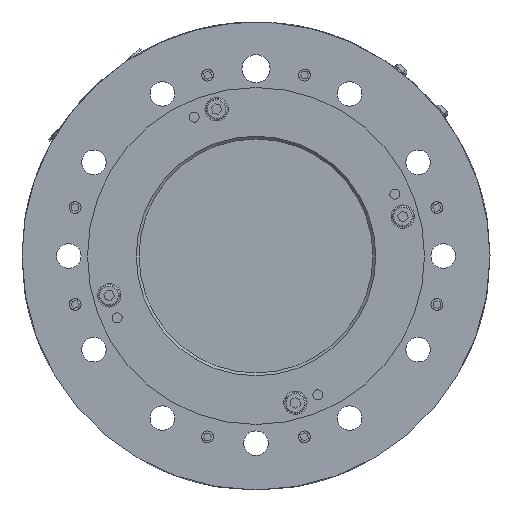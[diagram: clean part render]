
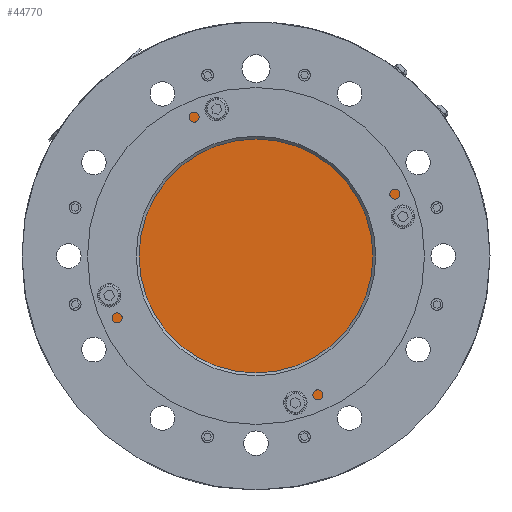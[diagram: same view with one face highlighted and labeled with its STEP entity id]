
A CAD part, front view. The second image highlights one B-rep face of the part: STEP entity #44770.
In plain terms, the highlighted planar face has unit normal (0, -1, 0).
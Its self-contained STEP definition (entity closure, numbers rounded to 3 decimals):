
#2 = EDGE_CURVE ( 'NONE', #40919, #55739, #36052, .T. ) ;
#66 = CIRCLE ( 'NONE', #16425, 2.75 ) ;
#696 = VERTEX_POINT ( 'NONE', #54554 ) ;
#1470 = FACE_BOUND ( 'NONE', #47372, .T. ) ;
#2331 = EDGE_CURVE ( 'NONE', #50016, #13651, #66, .T. ) ;
#3045 = EDGE_CURVE ( 'NONE', #56368, #696, #26345, .T. ) ;
#3451 = CARTESIAN_POINT ( 'NONE',  ( 64.16, -35.5, 19.205 ) ) ;
#3605 = ORIENTED_EDGE ( 'NONE', *, *, #19624, .T. ) ;
#4962 = EDGE_LOOP ( 'NONE', ( #49934, #46305 ) ) ;
#5022 = DIRECTION ( 'NONE',  ( 0., 1., 0. ) ) ;
#6050 = DIRECTION ( 'NONE',  ( 0., 1., 0. ) ) ;
#7318 = EDGE_CURVE ( 'NONE', #696, #56368, #7916, .T. ) ;
#7916 = CIRCLE ( 'NONE', #28668, 71.9 ) ;
#8367 = CIRCLE ( 'NONE', #58654, 2.75 ) ;
#8830 = EDGE_LOOP ( 'NONE', ( #51833, #12026 ) ) ;
#12026 = ORIENTED_EDGE ( 'NONE', *, *, #2, .T. ) ;
#12471 = AXIS2_PLACEMENT_3D ( 'NONE', #25891, #58448, #30579 ) ;
#13651 = VERTEX_POINT ( 'NONE', #56635 ) ;
#13916 = FACE_BOUND ( 'NONE', #4962, .T. ) ;
#14901 = CARTESIAN_POINT ( 'NONE',  ( -16.823, -35.5, 62.785 ) ) ;
#15781 = EDGE_CURVE ( 'NONE', #35649, #40433, #54010, .T. ) ;
#16238 = CARTESIAN_POINT ( 'NONE',  ( -15.448, -35.5, 65.167 ) ) ;
#16425 = AXIS2_PLACEMENT_3D ( 'NONE', #47037, #19101, #51721 ) ;
#16949 = CIRCLE ( 'NONE', #60178, 2.75 ) ;
#17935 = CARTESIAN_POINT ( 'NONE',  ( 35.95, -35.5, 62.267 ) ) ;
#19030 = CARTESIAN_POINT ( 'NONE',  ( 0., -35.5, 0. ) ) ;
#19101 = DIRECTION ( 'NONE',  ( 0., 1., 0. ) ) ;
#19610 = DIRECTION ( 'NONE',  ( 0.5, 0., 0.866 ) ) ;
#19624 = EDGE_CURVE ( 'NONE', #40433, #35649, #8367, .T. ) ;
#20117 = DIRECTION ( 'NONE',  ( 0., 1., 0. ) ) ;
#20462 = DIRECTION ( 'NONE',  ( 0., 1., 0. ) ) ;
#21680 = EDGE_LOOP ( 'NONE', ( #60409, #36272 ) ) ;
#22849 = EDGE_CURVE ( 'NONE', #13651, #50016, #30020, .T. ) ;
#23026 = ORIENTED_EDGE ( 'NONE', *, *, #15781, .T. ) ;
#23735 = DIRECTION ( 'NONE',  ( 0.5, 0., 0.866 ) ) ;
#25404 = DIRECTION ( 'NONE',  ( 0., 1., 0. ) ) ;
#25891 = CARTESIAN_POINT ( 'NONE',  ( -62.785, -35.5, -16.823 ) ) ;
#26345 = CIRCLE ( 'NONE', #59015, 71.9 ) ;
#27081 = DIRECTION ( 'NONE',  ( 0., 1., 0. ) ) ;
#27996 = CIRCLE ( 'NONE', #12471, 2.75 ) ;
#28308 = CARTESIAN_POINT ( 'NONE',  ( 0., -35.5, 0. ) ) ;
#28668 = AXIS2_PLACEMENT_3D ( 'NONE', #53308, #25404, #57957 ) ;
#29313 = AXIS2_PLACEMENT_3D ( 'NONE', #54949, #27081, #59641 ) ;
#30020 = CIRCLE ( 'NONE', #48731, 2.75 ) ;
#30579 = DIRECTION ( 'NONE',  ( 0.5, 0., 0.866 ) ) ;
#30728 = FACE_BOUND ( 'NONE', #34682, .T. ) ;
#31280 = DIRECTION ( 'NONE',  ( 0., 1., 0. ) ) ;
#31639 = CARTESIAN_POINT ( 'NONE',  ( 15.448, -35.5, -65.167 ) ) ;
#31789 = CARTESIAN_POINT ( 'NONE',  ( -18.198, -35.5, 60.404 ) ) ;
#33077 = VERTEX_POINT ( 'NONE', #31789 ) ;
#33280 = AXIS2_PLACEMENT_3D ( 'NONE', #28308, #5022, #37696 ) ;
#34065 = CARTESIAN_POINT ( 'NONE',  ( -16.823, -35.5, 62.785 ) ) ;
#34682 = EDGE_LOOP ( 'NONE', ( #47845, #35651 ) ) ;
#34708 = VERTEX_POINT ( 'NONE', #16238 ) ;
#35349 = CARTESIAN_POINT ( 'NONE',  ( -61.41, -35.5, -14.442 ) ) ;
#35649 = VERTEX_POINT ( 'NONE', #31639 ) ;
#35651 = ORIENTED_EDGE ( 'NONE', *, *, #54601, .T. ) ;
#36052 = CIRCLE ( 'NONE', #57737, 2.75 ) ;
#36272 = ORIENTED_EDGE ( 'NONE', *, *, #3045, .F. ) ;
#37696 = DIRECTION ( 'NONE',  ( 0.5, 0., 0.866 ) ) ;
#38717 = DIRECTION ( 'NONE',  ( 0.5, 0., 0.866 ) ) ;
#39899 = CIRCLE ( 'NONE', #52260, 2.75 ) ;
#40433 = VERTEX_POINT ( 'NONE', #58241 ) ;
#40446 = EDGE_CURVE ( 'NONE', #55739, #40919, #27996, .T. ) ;
#40919 = VERTEX_POINT ( 'NONE', #49237 ) ;
#44770 = ADVANCED_FACE ( 'NONE', ( #1470, #51119, #30728, #13916, #49662 ), #46662, .F. ) ;
#45325 = CARTESIAN_POINT ( 'NONE',  ( -62.785, -35.5, -16.823 ) ) ;
#46305 = ORIENTED_EDGE ( 'NONE', *, *, #22849, .T. ) ;
#46662 = PLANE ( 'NONE',  #33280 ) ;
#47037 = CARTESIAN_POINT ( 'NONE',  ( 62.785, -35.5, 16.823 ) ) ;
#47372 = EDGE_LOOP ( 'NONE', ( #3605, #23026 ) ) ;
#47535 = DIRECTION ( 'NONE',  ( 0., 1., 0. ) ) ;
#47845 = ORIENTED_EDGE ( 'NONE', *, *, #60007, .T. ) ;
#48068 = CARTESIAN_POINT ( 'NONE',  ( 62.785, -35.5, 16.823 ) ) ;
#48391 = CARTESIAN_POINT ( 'NONE',  ( 16.823, -35.5, -62.785 ) ) ;
#48731 = AXIS2_PLACEMENT_3D ( 'NONE', #48068, #20117, #52728 ) ;
#49237 = CARTESIAN_POINT ( 'NONE',  ( -64.16, -35.5, -19.205 ) ) ;
#49662 = FACE_OUTER_BOUND ( 'NONE', #21680, .T. ) ;
#49934 = ORIENTED_EDGE ( 'NONE', *, *, #2331, .T. ) ;
#50016 = VERTEX_POINT ( 'NONE', #3451 ) ;
#51119 = FACE_BOUND ( 'NONE', #8830, .T. ) ;
#51651 = DIRECTION ( 'NONE',  ( 0., 1., 0. ) ) ;
#51721 = DIRECTION ( 'NONE',  ( 0.5, 0., 0.866 ) ) ;
#51833 = ORIENTED_EDGE ( 'NONE', *, *, #40446, .T. ) ;
#52260 = AXIS2_PLACEMENT_3D ( 'NONE', #14901, #47535, #19610 ) ;
#52728 = DIRECTION ( 'NONE',  ( 0.5, 0., 0.866 ) ) ;
#53060 = DIRECTION ( 'NONE',  ( 0.5, 0., 0.866 ) ) ;
#53308 = CARTESIAN_POINT ( 'NONE',  ( 0., -35.5, 0. ) ) ;
#54010 = CIRCLE ( 'NONE', #29313, 2.75 ) ;
#54554 = CARTESIAN_POINT ( 'NONE',  ( -35.95, -35.5, -62.267 ) ) ;
#54601 = EDGE_CURVE ( 'NONE', #33077, #34708, #39899, .T. ) ;
#54949 = CARTESIAN_POINT ( 'NONE',  ( 16.823, -35.5, -62.785 ) ) ;
#55739 = VERTEX_POINT ( 'NONE', #35349 ) ;
#56368 = VERTEX_POINT ( 'NONE', #17935 ) ;
#56635 = CARTESIAN_POINT ( 'NONE',  ( 61.41, -35.5, 14.442 ) ) ;
#57737 = AXIS2_PLACEMENT_3D ( 'NONE', #45325, #31280, #59128 ) ;
#57957 = DIRECTION ( 'NONE',  ( 0.5, 0., 0.866 ) ) ;
#58241 = CARTESIAN_POINT ( 'NONE',  ( 18.198, -35.5, -60.404 ) ) ;
#58448 = DIRECTION ( 'NONE',  ( 0., 1., 0. ) ) ;
#58654 = AXIS2_PLACEMENT_3D ( 'NONE', #48391, #20462, #53060 ) ;
#59015 = AXIS2_PLACEMENT_3D ( 'NONE', #19030, #51651, #23735 ) ;
#59128 = DIRECTION ( 'NONE',  ( 0.5, 0., 0.866 ) ) ;
#59641 = DIRECTION ( 'NONE',  ( 0.5, 0., 0.866 ) ) ;
#60007 = EDGE_CURVE ( 'NONE', #34708, #33077, #16949, .T. ) ;
#60178 = AXIS2_PLACEMENT_3D ( 'NONE', #34065, #6050, #38717 ) ;
#60409 = ORIENTED_EDGE ( 'NONE', *, *, #7318, .F. ) ;
